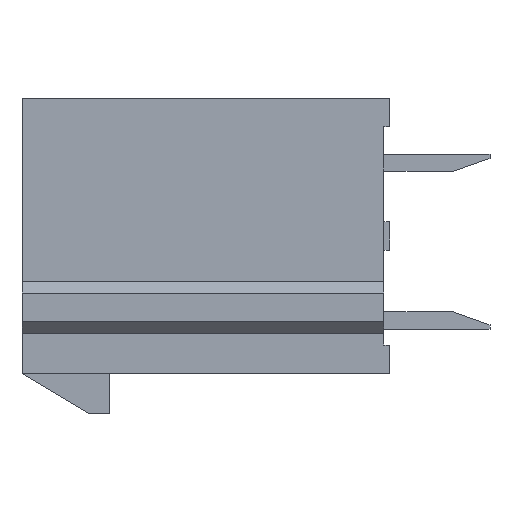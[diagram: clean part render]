
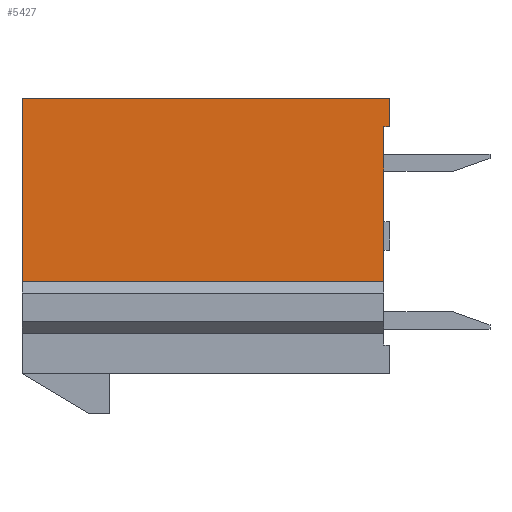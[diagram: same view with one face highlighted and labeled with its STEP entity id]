
A CAD part, left-side view. The second image highlights one B-rep face of the part: STEP entity #5427.
In plain terms, the highlighted planar face has unit normal (-1, 0, 0).
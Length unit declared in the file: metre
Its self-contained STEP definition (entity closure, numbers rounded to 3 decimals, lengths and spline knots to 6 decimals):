
#10 = CARTESIAN_POINT ( 'NONE',  ( -0.009, 0., 0.0038 ) ) ;
#157 = CARTESIAN_POINT ( 'NONE',  ( -0.009, 0.0002, -0.00159 ) ) ;
#253 = LINE ( 'NONE', #3513, #6754 ) ;
#305 = CARTESIAN_POINT ( 'NONE',  ( -0.009, 0., 0.0048 ) ) ;
#803 = DIRECTION ( 'NONE',  ( 0., 1., 0. ) ) ;
#820 = ORIENTED_EDGE ( 'NONE', *, *, #5759, .F. ) ;
#839 = CARTESIAN_POINT ( 'NONE',  ( -0.009, 0.0128, 0.0048 ) ) ;
#1121 = ORIENTED_EDGE ( 'NONE', *, *, #1382, .F. ) ;
#1382 = EDGE_CURVE ( 'NONE', #2732, #4511, #6978, .T. ) ;
#1436 = ORIENTED_EDGE ( 'NONE', *, *, #6190, .T. ) ;
#1755 = ORIENTED_EDGE ( 'NONE', *, *, #6122, .F. ) ;
#2080 = EDGE_LOOP ( 'NONE', ( #1436, #6549, #820, #5661, #1121, #1755 ) ) ;
#2123 = CARTESIAN_POINT ( 'NONE',  ( -0.009, 0.0128, 0.0048 ) ) ;
#2212 = DIRECTION ( 'NONE',  ( 0., 1., 0. ) ) ;
#2497 = LINE ( 'NONE', #839, #4381 ) ;
#2732 = VERTEX_POINT ( 'NONE', #4385 ) ;
#2734 = CARTESIAN_POINT ( 'NONE',  ( -0.009, 0.0002, 0.0038 ) ) ;
#2735 = EDGE_CURVE ( 'NONE', #4345, #5377, #2787, .T. ) ;
#2787 = LINE ( 'NONE', #10, #3320 ) ;
#3072 = DIRECTION ( 'NONE',  ( 0., -1., 0. ) ) ;
#3177 = CARTESIAN_POINT ( 'NONE',  ( -0.009, 0.0128, -0.00159 ) ) ;
#3313 = FACE_OUTER_BOUND ( 'NONE', #2080, .T. ) ;
#3314 = CARTESIAN_POINT ( 'NONE',  ( -0.009, 0., 0.0048 ) ) ;
#3320 = VECTOR ( 'NONE', #2212, 1. ) ;
#3513 = CARTESIAN_POINT ( 'NONE',  ( -0.009, 0.0002, -0.00159 ) ) ;
#3568 = CARTESIAN_POINT ( 'NONE',  ( -0.009, 0., 0.0038 ) ) ;
#3599 = VECTOR ( 'NONE', #4413, 1. ) ;
#3659 = CARTESIAN_POINT ( 'NONE',  ( -0.009, 0.0002, -0.00159 ) ) ;
#3858 = DIRECTION ( 'NONE',  ( 0., 1., 0. ) ) ;
#4180 = EDGE_CURVE ( 'NONE', #4511, #6483, #2497, .T. ) ;
#4345 = VERTEX_POINT ( 'NONE', #3568 ) ;
#4381 = VECTOR ( 'NONE', #3072, 1. ) ;
#4385 = CARTESIAN_POINT ( 'NONE',  ( -0.009, 0.0128, -0.00159 ) ) ;
#4413 = DIRECTION ( 'NONE',  ( 0., 0., 1. ) ) ;
#4511 = VERTEX_POINT ( 'NONE', #2123 ) ;
#4562 = VECTOR ( 'NONE', #5152, 1. ) ;
#4799 = AXIS2_PLACEMENT_3D ( 'NONE', #6604, #7112, #3858 ) ;
#5152 = DIRECTION ( 'NONE',  ( 0., 0., 1. ) ) ;
#5246 = VECTOR ( 'NONE', #7114, 1. ) ;
#5377 = VERTEX_POINT ( 'NONE', #2734 ) ;
#5427 = ADVANCED_FACE ( 'NONE', ( #3313 ), #5562, .F. ) ;
#5451 = LINE ( 'NONE', #3314, #5246 ) ;
#5562 = PLANE ( 'NONE',  #4799 ) ;
#5620 = LINE ( 'NONE', #157, #4562 ) ;
#5661 = ORIENTED_EDGE ( 'NONE', *, *, #4180, .F. ) ;
#5759 = EDGE_CURVE ( 'NONE', #6483, #4345, #5451, .T. ) ;
#5883 = VERTEX_POINT ( 'NONE', #3659 ) ;
#6122 = EDGE_CURVE ( 'NONE', #5883, #2732, #253, .T. ) ;
#6190 = EDGE_CURVE ( 'NONE', #5883, #5377, #5620, .T. ) ;
#6483 = VERTEX_POINT ( 'NONE', #305 ) ;
#6549 = ORIENTED_EDGE ( 'NONE', *, *, #2735, .F. ) ;
#6604 = CARTESIAN_POINT ( 'NONE',  ( -0.009, 0., 0. ) ) ;
#6754 = VECTOR ( 'NONE', #803, 1. ) ;
#6978 = LINE ( 'NONE', #3177, #3599 ) ;
#7112 = DIRECTION ( 'NONE',  ( 1., 0., 0. ) ) ;
#7114 = DIRECTION ( 'NONE',  ( 0., 0., -1. ) ) ;
